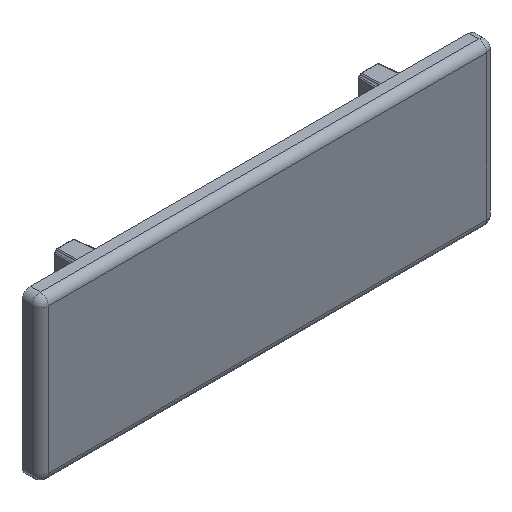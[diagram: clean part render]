
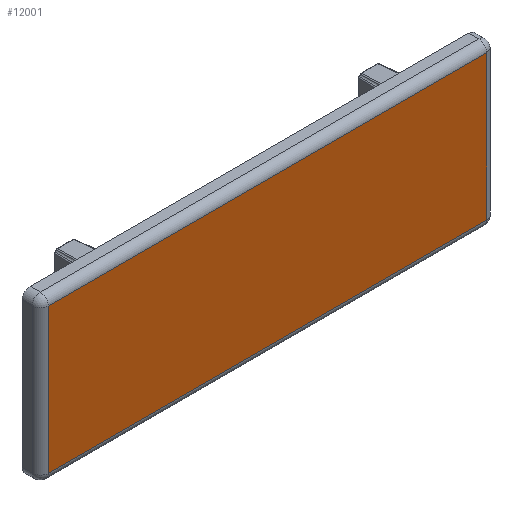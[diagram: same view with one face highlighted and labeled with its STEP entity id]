
A CAD part, isometric view. The second image highlights one B-rep face of the part: STEP entity #12001.
In plain terms, the highlighted planar face has unit normal (0, -1, 0).
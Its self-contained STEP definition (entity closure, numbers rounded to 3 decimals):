
#11580=CARTESIAN_POINT('',(-54.5,0.0,-18.0));
#11581=VERTEX_POINT('',#11580);
#11604=CARTESIAN_POINT('',(54.5,0.0,-18.0));
#11605=VERTEX_POINT('',#11604);
#11640=CARTESIAN_POINT('',(54.5,0.0,-18.0));
#11641=DIRECTION('',(-1.0,0.0,0.0));
#11642=VECTOR('',#11641,109.0);
#11643=LINE('',#11640,#11642);
#11644=EDGE_CURVE('',#11605,#11581,#11643,.T.);
#11693=CARTESIAN_POINT('',(-54.5,0.0,18.0));
#11694=VERTEX_POINT('',#11693);
#11728=CARTESIAN_POINT('',(54.5,0.0,18.0));
#11729=VERTEX_POINT('',#11728);
#11764=CARTESIAN_POINT('',(54.5,0.0,18.0));
#11765=DIRECTION('',(0.0,0.0,-1.0));
#11766=VECTOR('',#11765,36.0);
#11767=LINE('',#11764,#11766);
#11768=EDGE_CURVE('',#11729,#11605,#11767,.T.);
#11818=CARTESIAN_POINT('',(-54.5,0.0,18.0));
#11819=DIRECTION('',(1.0,0.0,0.0));
#11820=VECTOR('',#11819,109.0);
#11821=LINE('',#11818,#11820);
#11822=EDGE_CURVE('',#11694,#11729,#11821,.T.);
#11872=CARTESIAN_POINT('',(-54.5,0.0,-18.0));
#11873=DIRECTION('',(0.0,0.0,1.0));
#11874=VECTOR('',#11873,36.0);
#11875=LINE('',#11872,#11874);
#11876=EDGE_CURVE('',#11581,#11694,#11875,.T.);
#11990=CARTESIAN_POINT('',(0.0,0.0,0.0));
#11991=DIRECTION('',(0.0,1.0,0.0));
#11992=DIRECTION('',(0.0,0.0,1.0));
#11993=AXIS2_PLACEMENT_3D('',#11990,#11991,#11992);
#11994=PLANE('',#11993);
#11995=ORIENTED_EDGE('',*,*,#11644,.F.);
#11996=ORIENTED_EDGE('',*,*,#11768,.F.);
#11997=ORIENTED_EDGE('',*,*,#11822,.F.);
#11998=ORIENTED_EDGE('',*,*,#11876,.F.);
#11999=EDGE_LOOP('',(#11995,#11996,#11997,#11998));
#12000=FACE_OUTER_BOUND('',#11999,.T.);
#12001=ADVANCED_FACE('',(#12000),#11994,.F.);
